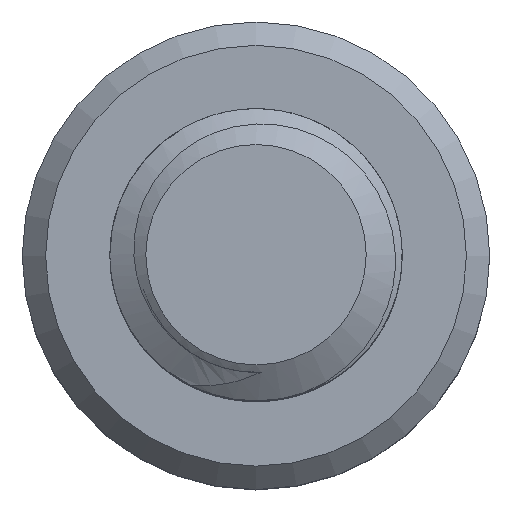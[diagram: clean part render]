
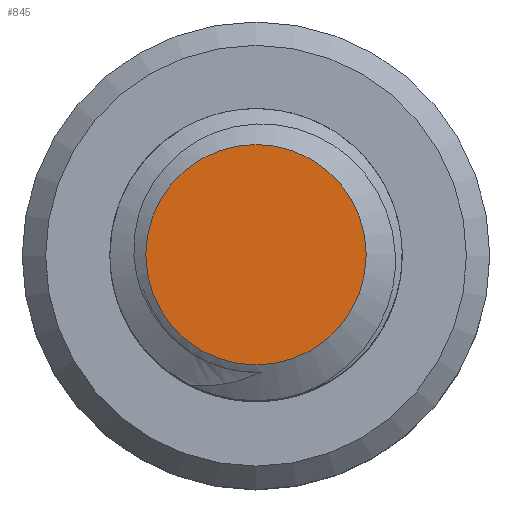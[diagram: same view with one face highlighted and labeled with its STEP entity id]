
A CAD part, top view. The second image highlights one B-rep face of the part: STEP entity #845.
In plain terms, the highlighted planar face has unit normal (0, 0, 1).
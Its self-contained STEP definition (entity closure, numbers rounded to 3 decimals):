
#17=PLANE('',#928);
#79=FACE_OUTER_BOUND('',#129,.T.);
#129=EDGE_LOOP('',(#725,#726));
#157=CIRCLE('',#922,3.772);
#158=CIRCLE('',#923,3.772);
#379=VERTEX_POINT('',#6880);
#380=VERTEX_POINT('',#6882);
#489=EDGE_CURVE('',#380,#379,#157,.T.);
#490=EDGE_CURVE('',#379,#380,#158,.T.);
#725=ORIENTED_EDGE('',*,*,#489,.T.);
#726=ORIENTED_EDGE('',*,*,#490,.T.);
#845=ADVANCED_FACE('',(#79),#17,.T.);
#922=AXIS2_PLACEMENT_3D('',#6883,#1064,#1065);
#923=AXIS2_PLACEMENT_3D('',#6884,#1066,#1067);
#928=AXIS2_PLACEMENT_3D('',#8077,#1076,#1077);
#1064=DIRECTION('center_axis',(0.,0.,1.));
#1065=DIRECTION('ref_axis',(1.,0.,0.));
#1066=DIRECTION('center_axis',(0.,0.,1.));
#1067=DIRECTION('ref_axis',(1.,0.,0.));
#1076=DIRECTION('center_axis',(0.,0.,1.));
#1077=DIRECTION('ref_axis',(1.,0.,0.));
#6880=CARTESIAN_POINT('',(3.772,0.,0.));
#6882=CARTESIAN_POINT('',(-3.772,0.,0.));
#6883=CARTESIAN_POINT('Origin',(0.,0.,0.));
#6884=CARTESIAN_POINT('Origin',(0.,0.,0.));
#8077=CARTESIAN_POINT('Origin',(0.,0.,0.));
